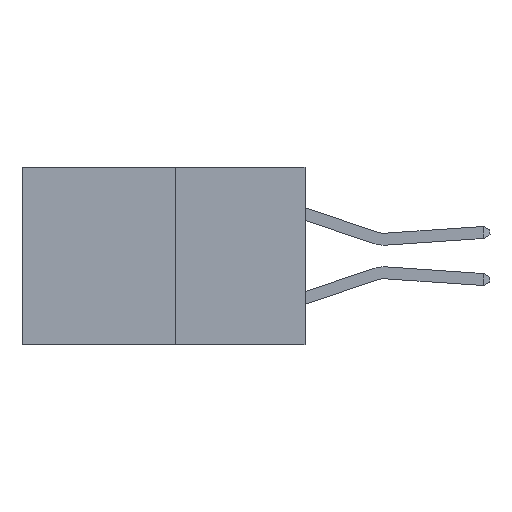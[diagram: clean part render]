
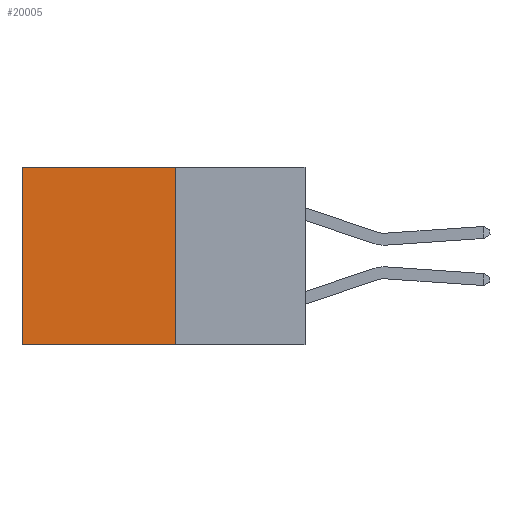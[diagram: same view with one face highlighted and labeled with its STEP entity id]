
A CAD part, left-side view. The second image highlights one B-rep face of the part: STEP entity #20005.
In plain terms, the highlighted planar face has unit normal (-1, 0, 0).
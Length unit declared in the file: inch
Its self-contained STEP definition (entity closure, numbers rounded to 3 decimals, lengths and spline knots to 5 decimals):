
#205 = CARTESIAN_POINT ( 'NONE',  ( 0.277, 0.59, -0.37 ) ) ;
#423 = VERTEX_POINT ( 'NONE', #1889 ) ;
#1889 = CARTESIAN_POINT ( 'NONE',  ( 0.277, 0.59, -0.37 ) ) ;
#2411 = VERTEX_POINT ( 'NONE', #13175 ) ;
#3275 = DIRECTION ( 'NONE',  ( 0., 0., -1. ) ) ;
#3354 = CARTESIAN_POINT ( 'NONE',  ( 0.277, 0.27, -0.37 ) ) ;
#3638 = DIRECTION ( 'NONE',  ( 1., 0., 0. ) ) ;
#3748 = VECTOR ( 'NONE', #17127, 39.37008 ) ;
#4269 = VECTOR ( 'NONE', #14991, 39.37008 ) ;
#4746 = EDGE_CURVE ( 'NONE', #2411, #8770, #9737, .T. ) ;
#4977 = EDGE_CURVE ( 'NONE', #2411, #7837, #12244, .T. ) ;
#5021 = VECTOR ( 'NONE', #3275, 39.37008 ) ;
#7356 = CARTESIAN_POINT ( 'NONE',  ( 0.277, 0.27, -0.37 ) ) ;
#7837 = VERTEX_POINT ( 'NONE', #9027 ) ;
#8408 = ORIENTED_EDGE ( 'NONE', *, *, #4746, .F. ) ;
#8770 = VERTEX_POINT ( 'NONE', #7356 ) ;
#9027 = CARTESIAN_POINT ( 'NONE',  ( 0.277, 0.59, 0. ) ) ;
#9737 = LINE ( 'NONE', #3354, #5021 ) ;
#10063 = DIRECTION ( 'NONE',  ( 0., 0., -1. ) ) ;
#10332 = ORIENTED_EDGE ( 'NONE', *, *, #19086, .T. ) ;
#10655 = CARTESIAN_POINT ( 'NONE',  ( 0.277, 0.27, -0.37 ) ) ;
#11014 = FACE_OUTER_BOUND ( 'NONE', #16340, .T. ) ;
#12244 = LINE ( 'NONE', #14690, #4269 ) ;
#12512 = AXIS2_PLACEMENT_3D ( 'NONE', #18039, #3638, #14745 ) ;
#13175 = CARTESIAN_POINT ( 'NONE',  ( 0.277, 0.27, 0. ) ) ;
#14129 = VECTOR ( 'NONE', #10063, 39.37008 ) ;
#14192 = ORIENTED_EDGE ( 'NONE', *, *, #18253, .F. ) ;
#14690 = CARTESIAN_POINT ( 'NONE',  ( 0.277, 0.27, 0. ) ) ;
#14745 = DIRECTION ( 'NONE',  ( 0., 0., -1. ) ) ;
#14991 = DIRECTION ( 'NONE',  ( 0., 1., 0. ) ) ;
#16340 = EDGE_LOOP ( 'NONE', ( #10332, #14192, #8408, #18325 ) ) ;
#16979 = LINE ( 'NONE', #10655, #3748 ) ;
#17127 = DIRECTION ( 'NONE',  ( 0., 1., 0. ) ) ;
#18039 = CARTESIAN_POINT ( 'NONE',  ( 0.277, 0.27, -0.37 ) ) ;
#18253 = EDGE_CURVE ( 'NONE', #8770, #423, #16979, .T. ) ;
#18325 = ORIENTED_EDGE ( 'NONE', *, *, #4977, .T. ) ;
#18551 = LINE ( 'NONE', #205, #14129 ) ;
#19086 = EDGE_CURVE ( 'NONE', #7837, #423, #18551, .T. ) ;
#19799 = PLANE ( 'NONE',  #12512 ) ;
#20005 = ADVANCED_FACE ( 'NONE', ( #11014 ), #19799, .F. ) ;
